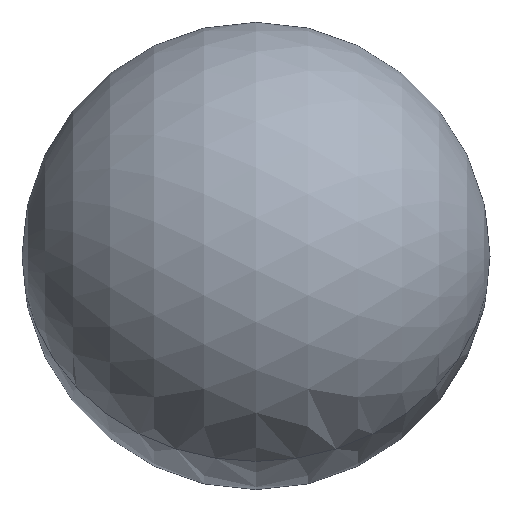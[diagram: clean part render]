
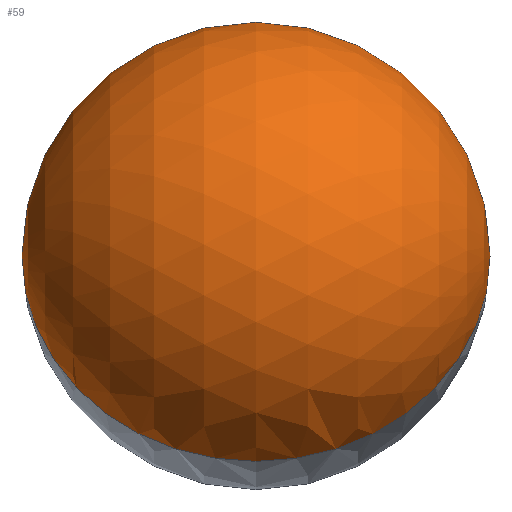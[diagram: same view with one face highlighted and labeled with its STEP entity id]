
A CAD part, left-side view. The second image highlights one B-rep face of the part: STEP entity #59.
In plain terms, the highlighted spherical face has radius 113 mm.
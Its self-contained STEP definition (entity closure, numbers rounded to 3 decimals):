
#31=CARTESIAN_POINT('Axis2P3D Location',(0.,0.,0.)) ;
#36=CARTESIAN_POINT('Axis2P3D Location',(0.,0.,0.)) ;
#40=CARTESIAN_POINT('Vertex',(0.,113.,0.)) ;
#42=CARTESIAN_POINT('Vertex',(0.,-113.,0.)) ;
#45=CARTESIAN_POINT('Axis2P3D Location',(0.,0.,0.)) ;
#32=DIRECTION('Axis2P3D Direction',(0.,1.,0.)) ;
#33=DIRECTION('Axis2P3D XDirection',(0.479,0.,0.878)) ;
#37=DIRECTION('Axis2P3D Direction',(-0.878,0.,0.479)) ;
#46=DIRECTION('Axis2P3D Direction',(0.878,0.,-0.479)) ;
#34=AXIS2_PLACEMENT_3D('Sphere Axis2P3D',#31,#32,#33) ;
#38=AXIS2_PLACEMENT_3D('Circle Axis2P3D',#36,#37,$) ;
#47=AXIS2_PLACEMENT_3D('Circle Axis2P3D',#45,#46,$) ;
#39=CIRCLE('generated circle',#38,113.) ;
#48=CIRCLE('generated circle',#47,113.) ;
#35=SPHERICAL_SURFACE('',#34,113.) ;
#44=EDGE_CURVE('',#41,#43,#39,.F.) ;
#49=EDGE_CURVE('',#41,#43,#48,.F.) ;
#55=EDGE_LOOP('',(#56,#57)) ;
#56=ORIENTED_EDGE('',*,*,#49,.T.) ;
#57=ORIENTED_EDGE('',*,*,#44,.F.) ;
#41=VERTEX_POINT('',#40) ;
#43=VERTEX_POINT('',#42) ;
#59=ADVANCED_FACE('PartBody',(#58),#35,.T.) ;
#58=FACE_OUTER_BOUND('',#55,.T.) ;
